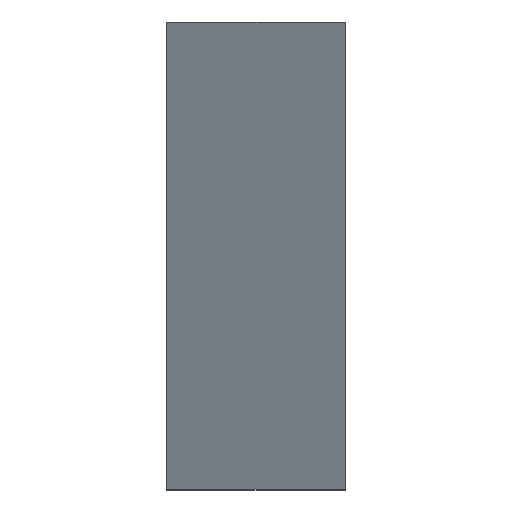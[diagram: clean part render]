
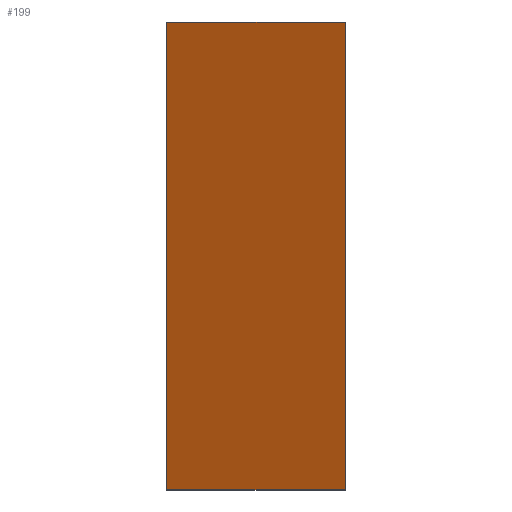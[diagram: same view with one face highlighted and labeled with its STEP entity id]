
A CAD part, left-side view. The second image highlights one B-rep face of the part: STEP entity #199.
In plain terms, the highlighted planar face has unit normal (-0.924, 0, -0.383).
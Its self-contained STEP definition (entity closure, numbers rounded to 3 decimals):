
#1 = ORIENTED_EDGE ( 'NONE', *, *, #93, .T. ) ;
#14 = DIRECTION ( 'NONE',  ( -0.383, 0., 0.924 ) ) ;
#23 = CARTESIAN_POINT ( 'NONE',  ( -11.375, 4., 5.25 ) ) ;
#24 = EDGE_LOOP ( 'NONE', ( #1, #168, #176, #56 ) ) ;
#27 = VERTEX_POINT ( 'NONE', #130 ) ;
#28 = VERTEX_POINT ( 'NONE', #153 ) ;
#31 = LINE ( 'NONE', #214, #190 ) ;
#39 = EDGE_CURVE ( 'NONE', #28, #122, #117, .T. ) ;
#56 = ORIENTED_EDGE ( 'NONE', *, *, #132, .T. ) ;
#71 = FACE_OUTER_BOUND ( 'NONE', #24, .T. ) ;
#80 = VERTEX_POINT ( 'NONE', #208 ) ;
#82 = VECTOR ( 'NONE', #146, 1000. ) ;
#93 = EDGE_CURVE ( 'NONE', #80, #27, #31, .T. ) ;
#111 = DIRECTION ( 'NONE',  ( 0., -1., 0. ) ) ;
#117 = LINE ( 'NONE', #23, #82 ) ;
#122 = VERTEX_POINT ( 'NONE', #243 ) ;
#130 = CARTESIAN_POINT ( 'NONE',  ( -11.375, 0., 5.25 ) ) ;
#132 = EDGE_CURVE ( 'NONE', #28, #80, #175, .T. ) ;
#138 = LINE ( 'NONE', #274, #233 ) ;
#140 = AXIS2_PLACEMENT_3D ( 'NONE', #238, #242, #185 ) ;
#144 = DIRECTION ( 'NONE',  ( 0., -1., 0. ) ) ;
#146 = DIRECTION ( 'NONE',  ( -0.383, 0., 0.924 ) ) ;
#153 = CARTESIAN_POINT ( 'NONE',  ( -7.026, 4., -5.25 ) ) ;
#168 = ORIENTED_EDGE ( 'NONE', *, *, #262, .F. ) ;
#169 = CARTESIAN_POINT ( 'NONE',  ( -7.026, 4., -5.25 ) ) ;
#175 = LINE ( 'NONE', #169, #220 ) ;
#176 = ORIENTED_EDGE ( 'NONE', *, *, #39, .F. ) ;
#185 = DIRECTION ( 'NONE',  ( 0.383, 0., -0.924 ) ) ;
#190 = VECTOR ( 'NONE', #14, 1000. ) ;
#199 = ADVANCED_FACE ( 'NONE', ( #71 ), #263, .F. ) ;
#208 = CARTESIAN_POINT ( 'NONE',  ( -7.026, 0., -5.25 ) ) ;
#214 = CARTESIAN_POINT ( 'NONE',  ( -11.375, 0., 5.25 ) ) ;
#220 = VECTOR ( 'NONE', #111, 1000. ) ;
#233 = VECTOR ( 'NONE', #144, 1000. ) ;
#238 = CARTESIAN_POINT ( 'NONE',  ( -11.375, 4., 5.25 ) ) ;
#242 = DIRECTION ( 'NONE',  ( 0.924, 0., 0.383 ) ) ;
#243 = CARTESIAN_POINT ( 'NONE',  ( -11.375, 4., 5.25 ) ) ;
#262 = EDGE_CURVE ( 'NONE', #122, #27, #138, .T. ) ;
#263 = PLANE ( 'NONE',  #140 ) ;
#274 = CARTESIAN_POINT ( 'NONE',  ( -11.375, 4., 5.25 ) ) ;
